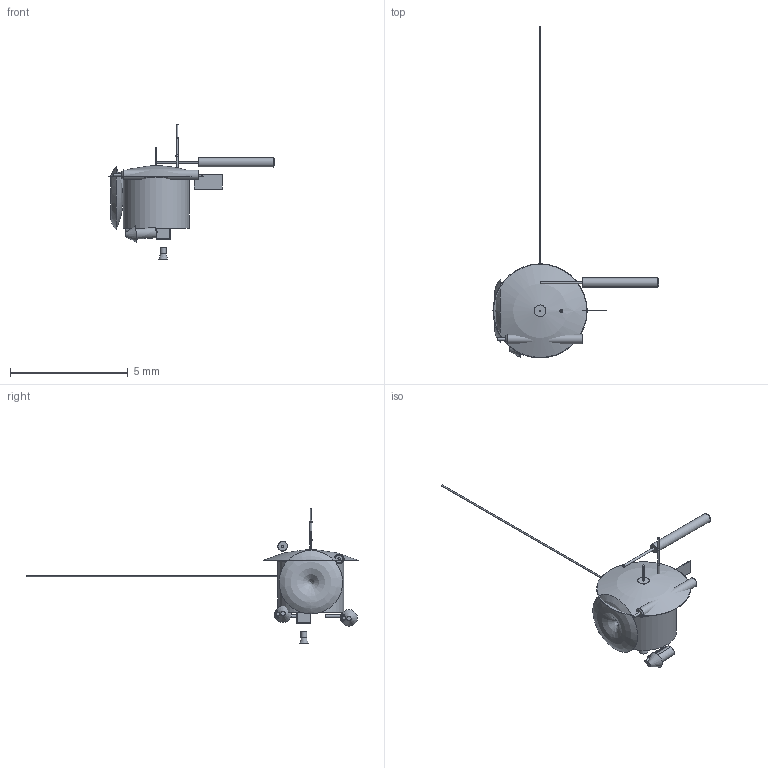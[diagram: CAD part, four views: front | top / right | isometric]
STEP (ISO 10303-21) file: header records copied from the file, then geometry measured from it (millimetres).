
FILE_DESCRIPTION(('FreeCAD Model'),'2;1');
FILE_NAME('Open CASCADE Shape Model','2025-08-27T12:03:08',('Author'),( ''),'Open CASCADE STEP processor 7.8','FreeCAD','Unknown');
FILE_SCHEMA(('AUTOMOTIVE_DESIGN { 1 0 10303 214 1 1 1 1 }'));
Length unit declared in the file: millimetre
Products named in the file (27): RADIATION_SHIELD; RTG1; BACKBONE; MAST; BOOM1; BOOM2; RTG2; HUYGENS; LGA1; LGA2; MAG_BOOM; PANEL_HINGE_1; PANEL_ACT_1; PANEL_HINGE__1; PANEL_1; PANEL__1; HGA; BUS; CUBESAT_THRUSTER; PANEL_ACT__1; VASIMR_PYLON_L; VASIMR_PYLON_R; VASIMR_L; Cassini_Huygens_Assembly; ROBOTIC_ARM; VASIMR_R; ARM_ANCHOR
Bounding box: 7.05 x 14.1 x 5.76 mm (x, y, z)
Volume: 20.8 mm3; surface area: 252.7 mm2
Topology: 54 solids, 56 shells, 398 faces, 708 edges, 438 vertices
Faces by surface type: plane 234, cylinder 86, torus 48, sphere 18, cone 10, revolution 2
Full cylindrical faces by diameter (mm): 0.02 x4, 0.024 x4, 0.036 x8, 0.06 x2, 0.072 x2, 0.081 x2, 0.09 x2, 0.096 x2, 0.1 x8, 0.144 x2, 0.16 x4, 0.2 x2, 0.25 x2, 0.287 x2, 0.4 x4, 0.5 x4, 2.7 x2, 2.8 x2
Entity records: 28227 total; most frequent: CARTESIAN_POINT 12127, DIRECTION 2976, ORIENTED_EDGE 1408, PCURVE 1408, DEFINITIONAL_REPRESENTATION 1408, LINE 1368, VECTOR 1368, EDGE_CURVE 704
